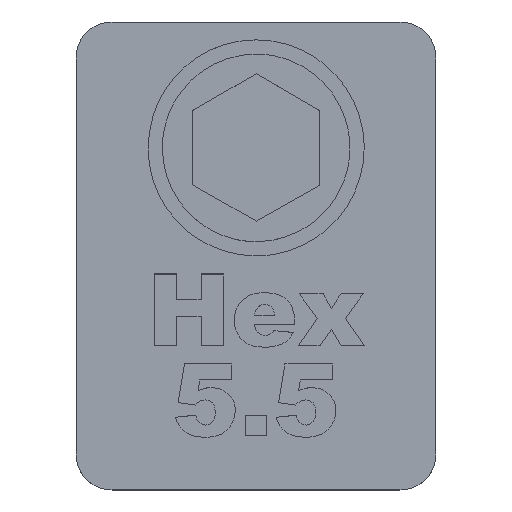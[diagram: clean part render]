
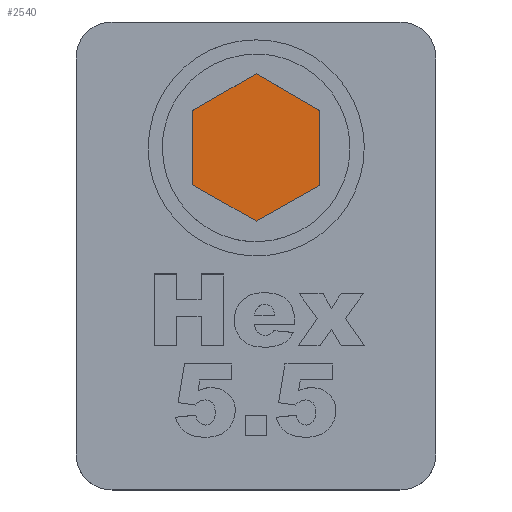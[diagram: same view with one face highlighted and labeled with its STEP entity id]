
A CAD part, top view. The second image highlights one B-rep face of the part: STEP entity #2540.
In plain terms, the highlighted planar face has unit normal (0, 0, 1).
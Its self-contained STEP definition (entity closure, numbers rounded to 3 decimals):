
#354=FACE_OUTER_BOUND('',#499,.T.);
#499=EDGE_LOOP('',(#2291,#2292,#2293,#2294,#2295,#2296));
#719=LINE('',#4792,#955);
#723=LINE('',#4799,#959);
#726=LINE('',#4805,#962);
#729=LINE('',#4811,#965);
#732=LINE('',#4817,#968);
#734=LINE('',#4820,#970);
#955=VECTOR('',#2975,10.);
#959=VECTOR('',#2981,10.);
#962=VECTOR('',#2986,10.);
#965=VECTOR('',#2991,10.);
#968=VECTOR('',#2996,10.);
#970=VECTOR('',#3000,10.);
#1213=VERTEX_POINT('',#4789);
#1214=VERTEX_POINT('',#4791);
#1216=VERTEX_POINT('',#4797);
#1218=VERTEX_POINT('',#4803);
#1220=VERTEX_POINT('',#4809);
#1222=VERTEX_POINT('',#4815);
#1571=EDGE_CURVE('',#1213,#1214,#719,.T.);
#1575=EDGE_CURVE('',#1216,#1213,#723,.T.);
#1578=EDGE_CURVE('',#1218,#1216,#726,.T.);
#1581=EDGE_CURVE('',#1220,#1218,#729,.T.);
#1584=EDGE_CURVE('',#1222,#1220,#732,.T.);
#1586=EDGE_CURVE('',#1214,#1222,#734,.T.);
#2291=ORIENTED_EDGE('',*,*,#1586,.F.);
#2292=ORIENTED_EDGE('',*,*,#1571,.F.);
#2293=ORIENTED_EDGE('',*,*,#1575,.F.);
#2294=ORIENTED_EDGE('',*,*,#1578,.F.);
#2295=ORIENTED_EDGE('',*,*,#1581,.F.);
#2296=ORIENTED_EDGE('',*,*,#1584,.F.);
#2408=PLANE('',#2630);
#2540=ADVANCED_FACE('',(#354),#2408,.F.);
#2630=AXIS2_PLACEMENT_3D('',#4821,#3001,#3002);
#2975=DIRECTION('',(-0.872,-0.489,0.));
#2981=DIRECTION('',(0.,-1.,0.));
#2986=DIRECTION('',(0.865,-0.502,0.));
#2991=DIRECTION('',(0.866,0.5,0.));
#2996=DIRECTION('',(0.,1.,0.));
#3000=DIRECTION('',(-0.87,0.494,0.));
#3001=DIRECTION('center_axis',(0.,0.,-1.));
#3002=DIRECTION('ref_axis',(-1.,0.,0.));
#4789=CARTESIAN_POINT('',(43.552,-125.745,-0.6));
#4791=CARTESIAN_POINT('',(40.018,-127.728,-0.6));
#4792=CARTESIAN_POINT('',(43.552,-125.745,-0.6));
#4797=CARTESIAN_POINT('',(43.552,-121.588,-0.6));
#4799=CARTESIAN_POINT('',(43.552,-121.588,-0.6));
#4803=CARTESIAN_POINT('',(40.018,-119.539,-0.6));
#4805=CARTESIAN_POINT('',(40.018,-119.539,-0.6));
#4809=CARTESIAN_POINT('',(36.469,-121.588,-0.6));
#4811=CARTESIAN_POINT('',(36.469,-121.588,-0.6));
#4815=CARTESIAN_POINT('',(36.469,-125.714,-0.6));
#4817=CARTESIAN_POINT('',(36.469,-125.714,-0.6));
#4820=CARTESIAN_POINT('',(40.018,-127.728,-0.6));
#4821=CARTESIAN_POINT('Origin',(40.01,-123.634,-0.6));
